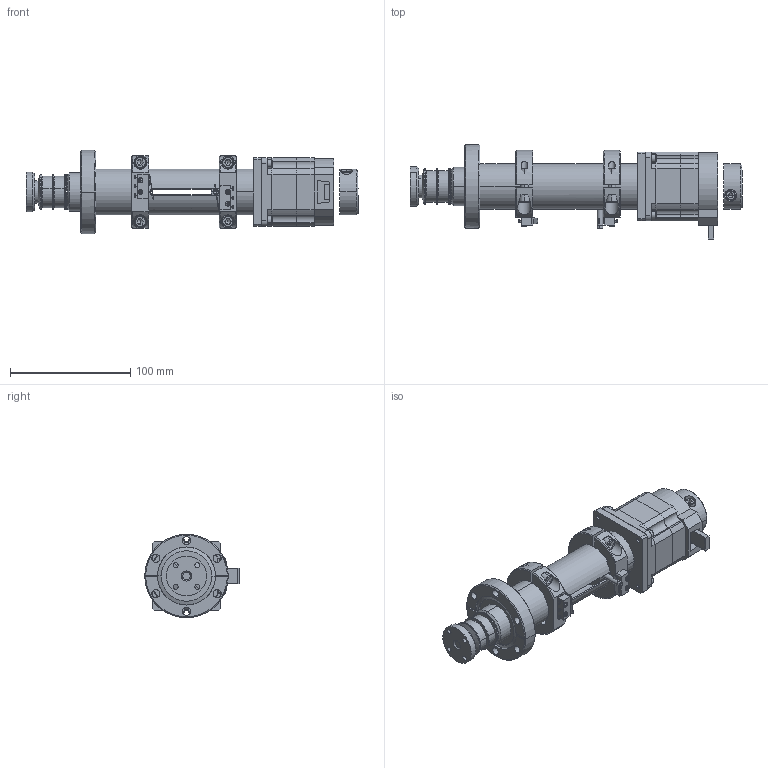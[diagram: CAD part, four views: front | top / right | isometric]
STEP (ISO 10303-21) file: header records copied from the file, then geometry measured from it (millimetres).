
FILE_DESCRIPTION (( 'STEP AP214' ), '1' );
FILE_NAME ('QN109558-01, FLMR-275-50-2_MS-LS-EDR.STEP', '2017-09-11T20:02:37', ( 'My Thermionics' ), ( '' ), 'SwSTEP 2.0', 'SolidWorks 2010', '' );
FILE_SCHEMA (( 'AUTOMOTIVE_DESIGN' ));
Length unit declared in the file: inch
Products named in the file (1): QN109558-01, FLMR-275-50-2_MS-LS-EDR
Bounding box: 275.97 x 78.49 x 69.34 mm (x, y, z)
Surface area: 108898.2 mm2 (no closed solid volume)
Topology: 0 solids, 60 shells, 653 faces, 1902 edges, 1263 vertices
Faces by surface type: plane 279, cylinder 255, cone 102, sphere 8, torus 8, bspline 1
Entity records: 31768 total; most frequent: CARTESIAN_POINT 5702, DIRECTION 3923, ORIENTED_EDGE 3218, EDGE_CURVE 1882, AXIS2_PLACEMENT_3D 1512, VERTEX_POINT 1263, VECTOR 899, LINE 899
